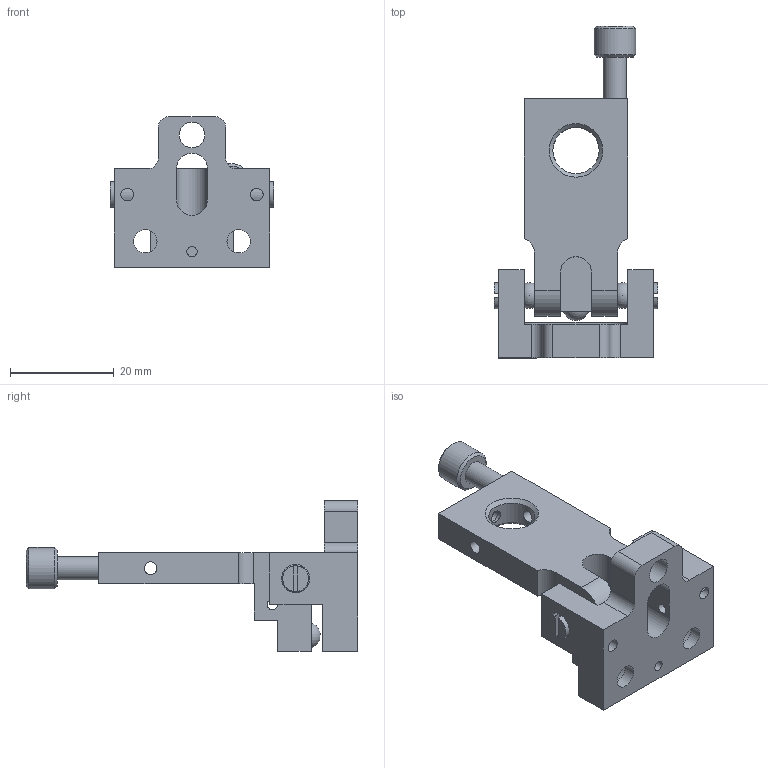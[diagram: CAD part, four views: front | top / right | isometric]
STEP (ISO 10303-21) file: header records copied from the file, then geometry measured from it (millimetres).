
FILE_DESCRIPTION(/* description */ (''),/* implementation_level */ '2;1');
FILE_NAME(/* name */ '05_DF-M10.stp',/* time_stamp */ '2024-12-02T14:54:39+03:00',/* author */ ('asidnin'),/* organization */ (''),/* preprocessor_version */ 'ST-DEVELOPER v18',/* originating_system */ 'Autodesk Inventor 2020',/* authorisation */ '');
FILE_SCHEMA (('CONFIG_CONTROL_DESIGN'));
Length unit declared in the file: millimetre
Products named in the file (8): Флип-диафрагма 
03.12.ipt; Флип-диафрагма 
(основание); Флип-диафрагма 
(откидушка); Пятка4х4; Коническая пятка 
откидной оправы; Резьбовая коническая 
пятка откидной 
оправы; Шар5; Винт
Assembly tree (11 placements, depth 2):
  Флип-диафрагма 
03.12.ipt
    Флип-диафрагма 
(основание)
    Флип-диафрагма 
(откидушка)
    Шар5  x3
    Пятка4х4
    Коническая пятка 
откидной оправы  x2
    Резьбовая коническая 
пятка откидной 
оправы  x2
    Винт
Bounding box: 31.46 x 64 x 29 mm (x, y, z)
Volume: 10251.6 mm3; surface area: 8303.2 mm2
Topology: 11 solids, 11 shells, 148 faces, 400 edges, 268 vertices
Faces by surface type: plane 67, cylinder 52, cone 24, sphere 3, torus 2
Full cylindrical faces by diameter (mm): 2 x5, 2.01 x1, 2.459 x6, 2.46 x1, 3 x5, 4 x2, 4.5 x3, 4.917 x1, 5 x3, 5.459 x2, 6 x6, 8 x3, 8.92 x1
Entity records: 4701 total; most frequent: CARTESIAN_POINT 1013, DIRECTION 750, ORIENTED_EDGE 682, EDGE_CURVE 341, AXIS2_PLACEMENT_3D 283, VERTEX_POINT 234, LINE 184, VECTOR 184
